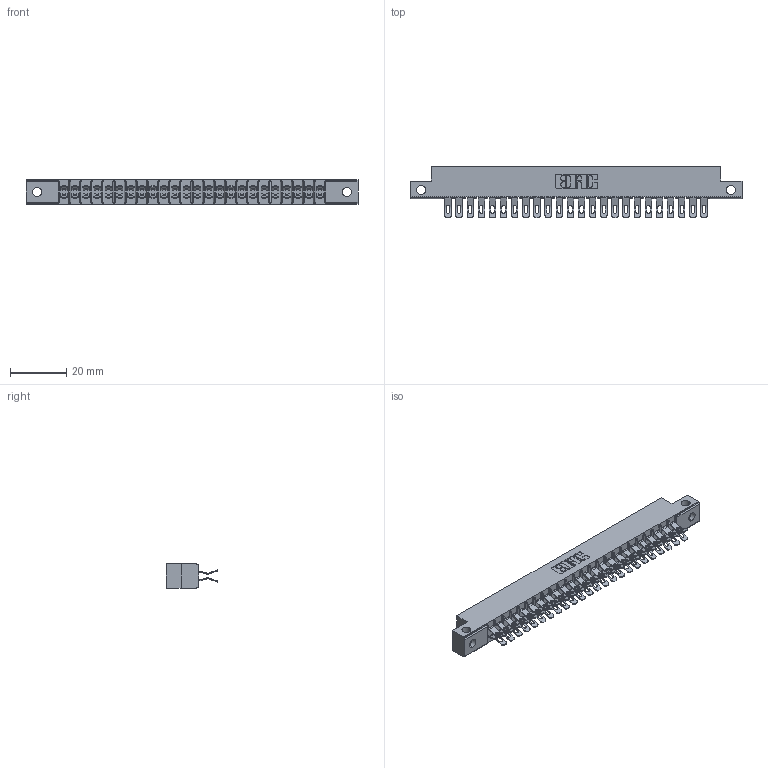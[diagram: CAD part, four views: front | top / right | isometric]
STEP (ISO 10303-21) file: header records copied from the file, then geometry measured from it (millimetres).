
FILE_DESCRIPTION (( 'STEP AP203' ), '1' );
FILE_NAME ('355-048-555-512.STEP', '2020-09-20T07:34:33', ( '' ), ( '' ), 'SwSTEP 2.0', 'SolidWorks 2020', '' );
FILE_SCHEMA (( 'CONFIG_CONTROL_DESIGN' ));
Length unit declared in the file: inch
Products named in the file (3): 355-048-555-512; 305 Part_.128 Dia; 305-290-001_555
Assembly tree (49 placements, depth 2):
  355-048-555-512
    305 Part_.128 Dia
    305-290-001_555  x48
Bounding box: 118.11 x 18.41 x 8.71 mm (x, y, z)
Volume: 7076 mm3; surface area: 15035.1 mm2
Topology: 49 solids, 49 shells, 3296 faces, 9832 edges, 6420 vertices
Faces by surface type: plane 1604, cylinder 1596, sphere 96
Entity records: 29207 total; most frequent: CARTESIAN_POINT 4900, ORIENTED_EDGE 4808, DIRECTION 4688, EDGE_CURVE 2404, VECTOR 1888, LINE 1888, VERTEX_POINT 1532, AXIS2_PLACEMENT_3D 1400
